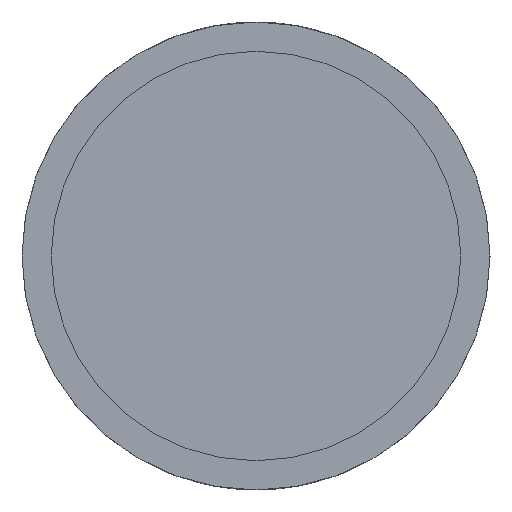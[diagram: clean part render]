
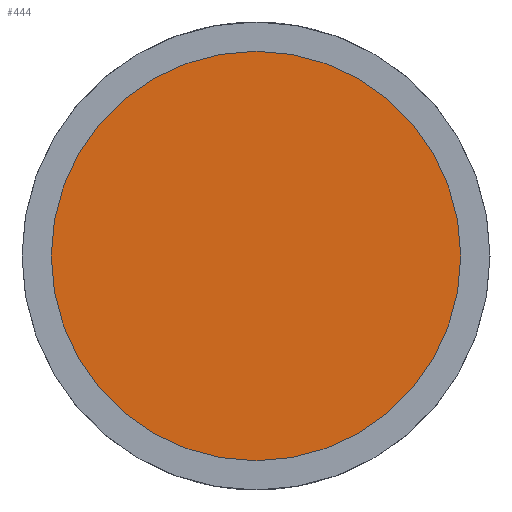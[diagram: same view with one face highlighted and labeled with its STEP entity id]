
A CAD part, left-side view. The second image highlights one B-rep face of the part: STEP entity #444.
In plain terms, the highlighted planar face has unit normal (-1, 0, 0).
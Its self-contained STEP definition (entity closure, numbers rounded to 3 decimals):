
#386=CARTESIAN_POINT('POINT21',(-61.913,-2.778,0.));
#387=VERTEX_POINT('VERTEX21',#386);
#394=CARTESIAN_POINT('POINT22',(-61.913,2.778,0.));
#395=VERTEX_POINT('VERTEX22',#394);
#396=CARTESIAN_POINT('POS42',(-61.913,0.,
   0.));
#397=DIRECTION('DIR70',(-1.,0.,0.));
#398=DIRECTION('DIR71',(0.,1.,0.));
#399=AXIS2_PLACEMENT_3D('AXIS29',#396,#397,#398);
#400=CIRCLE('ELLIPSE17',#399,2.778);
#401=EDGE_CURVE('EDGE32',#395,#387,#400,.T.);
#417=CARTESIAN_POINT('POS45',(-61.913,0.,
   0.));
#418=DIRECTION('DIR75',(1.,0.,0.));
#419=DIRECTION('DIR76',(0.,1.,0.));
#420=AXIS2_PLACEMENT_3D('AXIS31',#417,#418,#419);
#421=CIRCLE('ELLIPSE18',#420,2.778);
#422=EDGE_CURVE('EDGE34',#395,#387,#421,.T.);
#435=ORIENTED_EDGE('COEDGE67',*,*,#422,.F.);
#436=ORIENTED_EDGE('COEDGE68',*,*,#401,.T.);
#437=EDGE_LOOP('NONE',(#435,#436));
#438=FACE_BOUND('LOOP1',#437,.T.);
#439=CARTESIAN_POINT('POS47',(-61.913,0.,0.));
#440=DIRECTION('DIR79',(1.,0.,0.));
#441=DIRECTION('DIR80',(0.,1.,0.));
#442=AXIS2_PLACEMENT_3D('AXIS33',#439,#440,#441);
#443=PLANE('PLANE7',#442);
#444=ADVANCED_FACE('FACE15',(#438),#443,.F.);
